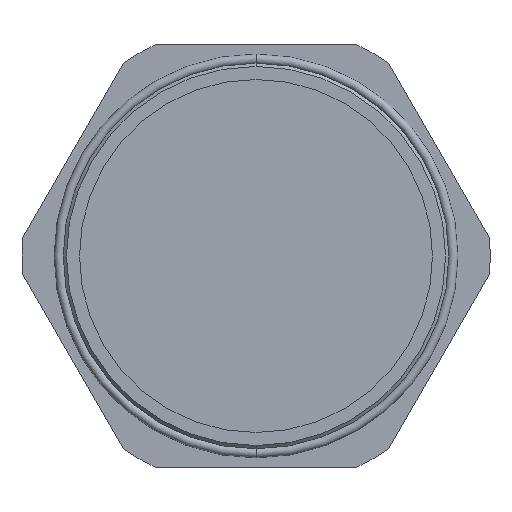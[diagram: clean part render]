
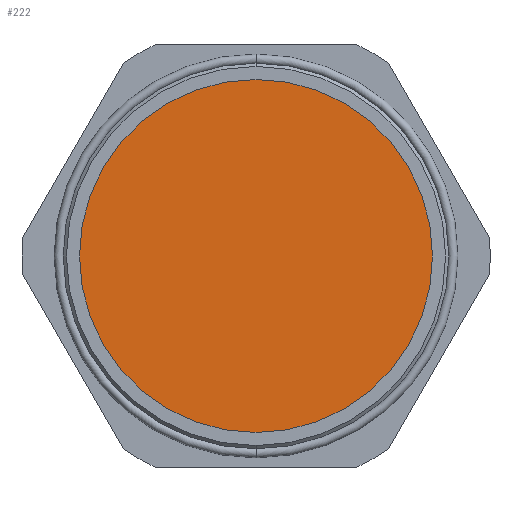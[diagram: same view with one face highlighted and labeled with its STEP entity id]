
A CAD part, front view. The second image highlights one B-rep face of the part: STEP entity #222.
In plain terms, the highlighted planar face has unit normal (0, -1, 0).
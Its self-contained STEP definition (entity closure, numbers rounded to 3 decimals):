
#107 = ORIENTED_EDGE ( 'NONE', *, *, #110, .T. ) ;
#110 = EDGE_CURVE ( 'NONE', #132, #146, #534, .T. ) ;
#122 = EDGE_CURVE ( 'NONE', #146, #132, #638, .T. ) ;
#132 = VERTEX_POINT ( 'NONE', #571 ) ;
#146 = VERTEX_POINT ( 'NONE', #546 ) ;
#221 = EDGE_LOOP ( 'NONE', ( #107, #230 ) ) ;
#222 = ADVANCED_FACE ( 'NONE', ( #1009 ), #1078, .F. ) ;
#230 = ORIENTED_EDGE ( 'NONE', *, *, #122, .T. ) ;
#532 = AXIS2_PLACEMENT_3D ( 'NONE', #665, #544, #543 ) ;
#534 = CIRCLE ( 'NONE', #532, 27.15 ) ;
#543 = DIRECTION ( 'NONE',  ( 0., 0., -1. ) ) ;
#544 = DIRECTION ( 'NONE',  ( 0., -1., 0. ) ) ;
#546 = CARTESIAN_POINT ( 'NONE',  ( 0., -1.5, 27.15 ) ) ;
#571 = CARTESIAN_POINT ( 'NONE',  ( 0., -1.5, -27.15 ) ) ;
#634 = DIRECTION ( 'NONE',  ( 0., 0., -1. ) ) ;
#635 = DIRECTION ( 'NONE',  ( 0., -1., 0. ) ) ;
#636 = CARTESIAN_POINT ( 'NONE',  ( 0., -1.5, 0. ) ) ;
#637 = AXIS2_PLACEMENT_3D ( 'NONE', #636, #635, #634 ) ;
#638 = CIRCLE ( 'NONE', #637, 27.15 ) ;
#665 = CARTESIAN_POINT ( 'NONE',  ( 0., -1.5, 0. ) ) ;
#990 = DIRECTION ( 'NONE',  ( 0., 0., 1. ) ) ;
#991 = DIRECTION ( 'NONE',  ( 0., 1., 0. ) ) ;
#999 = CARTESIAN_POINT ( 'NONE',  ( -27.15, -1.5, 0. ) ) ;
#1003 = AXIS2_PLACEMENT_3D ( 'NONE', #999, #991, #990 ) ;
#1009 = FACE_OUTER_BOUND ( 'NONE', #221, .T. ) ;
#1078 = PLANE ( 'NONE',  #1003 ) ;
